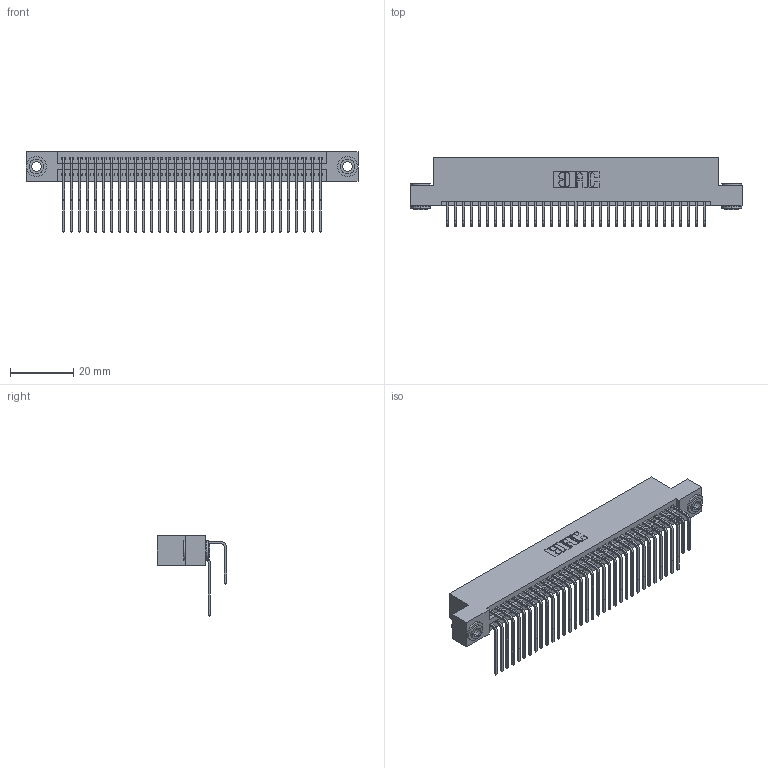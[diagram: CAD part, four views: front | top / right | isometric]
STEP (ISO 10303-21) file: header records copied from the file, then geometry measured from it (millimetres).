
FILE_DESCRIPTION (( 'STEP AP203' ), '1' );
FILE_NAME ('395-066-558-203.STEP', '2019-10-23T21:25:02', ( '' ), ( '' ), 'SwSTEP 2.0', 'SolidWorks 2016', '' );
FILE_SCHEMA (( 'CONFIG_CONTROL_DESIGN' ));
Length unit declared in the file: inch
Products named in the file (5): 345 Part_Flush Mounting Lugs - 0.156 Dia-TH; 345-292-001_558 559 Tail - 1; 345-292-001_558 Tail - 2; 345-250-002_345-250-002-102; 395-066-558-203
Assembly tree (69 placements, depth 2):
  395-066-558-203
    345 Part_Flush Mounting Lugs - 0.156 Dia-TH
    345-292-001_558 559 Tail - 1  x33
    345-292-001_558 Tail - 2  x33
    345-250-002_345-250-002-102  x2
Bounding box: 105.03 x 21.83 x 25.53 mm (x, y, z)
Volume: 10519.2 mm3; surface area: 17370.1 mm2
Topology: 69 solids, 69 shells, 3596 faces, 10647 edges, 7006 vertices
Faces by surface type: plane 2400, cylinder 1188, cone 8
Entity records: 29406 total; most frequent: CARTESIAN_POINT 4958, ORIENTED_EDGE 4834, DIRECTION 4387, EDGE_CURVE 2417, VECTOR 2089, LINE 2089, VERTEX_POINT 1606, AXIS2_PLACEMENT_3D 1149
